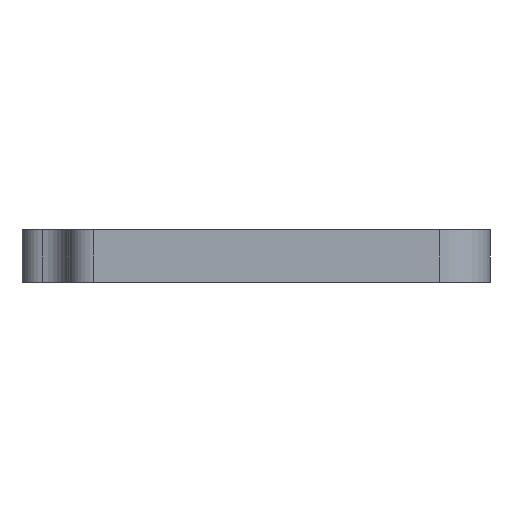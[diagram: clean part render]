
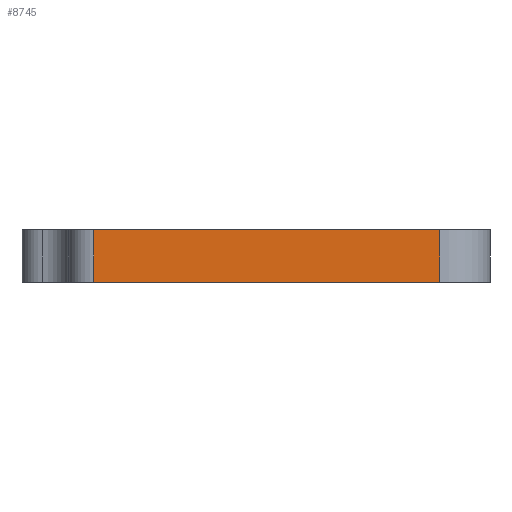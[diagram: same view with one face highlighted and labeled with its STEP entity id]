
A CAD part, front view. The second image highlights one B-rep face of the part: STEP entity #8745.
In plain terms, the highlighted planar face has unit normal (0, -1, 0).
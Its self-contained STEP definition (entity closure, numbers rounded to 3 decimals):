
#74=PLANE('',#9304);
#542=FACE_OUTER_BOUND('',#1054,.T.);
#1054=EDGE_LOOP('',(#7758,#7759,#7760,#7761));
#2413=LINE('',#24612,#2831);
#2422=LINE('',#38482,#2840);
#2427=LINE('',#38494,#2845);
#2440=LINE('',#38568,#2858);
#2831=VECTOR('',#10594,10.);
#2840=VECTOR('',#10667,10.);
#2845=VECTOR('',#10680,10.);
#2858=VECTOR('',#10769,10.);
#3724=VERTEX_POINT('',#24609);
#3725=VERTEX_POINT('',#24611);
#3752=VERTEX_POINT('',#38481);
#3755=VERTEX_POINT('',#38493);
#4952=EDGE_CURVE('',#3724,#3725,#2413,.T.);
#5081=EDGE_CURVE('',#3725,#3752,#2422,.T.);
#5087=EDGE_CURVE('',#3752,#3755,#2427,.T.);
#5123=EDGE_CURVE('',#3755,#3724,#2440,.T.);
#7758=ORIENTED_EDGE('',*,*,#5081,.F.);
#7759=ORIENTED_EDGE('',*,*,#4952,.F.);
#7760=ORIENTED_EDGE('',*,*,#5123,.F.);
#7761=ORIENTED_EDGE('',*,*,#5087,.F.);
#8745=ADVANCED_FACE('',(#542),#74,.T.);
#9304=AXIS2_PLACEMENT_3D('',#38569,#10770,#10771);
#10594=DIRECTION('',(-1.,0.,0.));
#10667=DIRECTION('',(0.,0.,1.));
#10680=DIRECTION('',(1.,0.,0.));
#10769=DIRECTION('',(0.,0.,-1.));
#10770=DIRECTION('center_axis',(0.,-1.,0.));
#10771=DIRECTION('ref_axis',(-1.,0.,0.));
#24609=CARTESIAN_POINT('',(119.454,29.883,3.35));
#24611=CARTESIAN_POINT('',(77.99,29.883,3.35));
#24612=CARTESIAN_POINT('',(75.361,29.883,3.35));
#38481=CARTESIAN_POINT('',(77.99,29.883,9.7));
#38482=CARTESIAN_POINT('',(77.99,29.883,9.7));
#38493=CARTESIAN_POINT('',(119.454,29.883,9.7));
#38494=CARTESIAN_POINT('',(69.361,29.883,9.7));
#38568=CARTESIAN_POINT('',(119.454,29.883,9.7));
#38569=CARTESIAN_POINT('Origin',(125.454,29.883,9.7));
